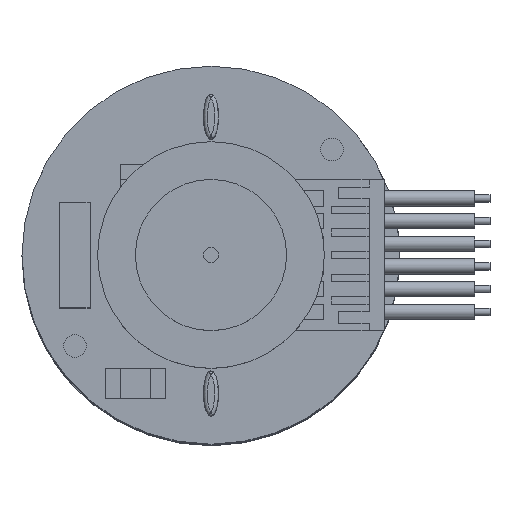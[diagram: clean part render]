
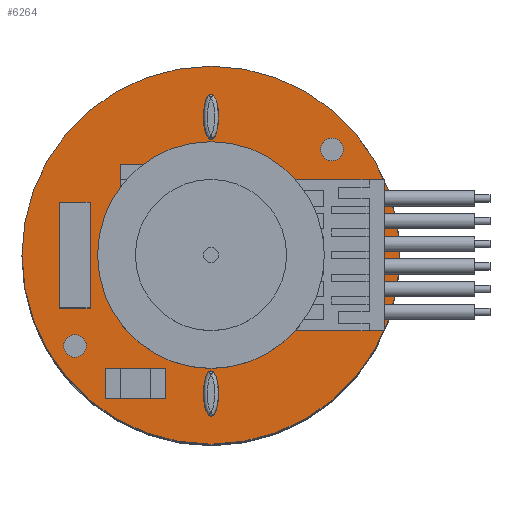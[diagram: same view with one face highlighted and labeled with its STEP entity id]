
A CAD part, top view. The second image highlights one B-rep face of the part: STEP entity #6264.
In plain terms, the highlighted planar face has unit normal (0, 0, 1).
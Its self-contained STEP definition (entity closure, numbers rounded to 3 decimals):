
#5937=CARTESIAN_POINT('Vertex',(12.5,0.,33.8)) ;
#5951=CARTESIAN_POINT('Vertex',(-12.5,0.,33.8)) ;
#5954=CARTESIAN_POINT('Axis2P3D Location',(0.,0.,33.8)) ;
#5971=CARTESIAN_POINT('Axis2P3D Location',(0.,0.,33.8)) ;
#5988=CARTESIAN_POINT('Line Origine',(-0.25,-9.15,33.8)) ;
#5992=CARTESIAN_POINT('Vertex',(-0.25,-8.15,33.8)) ;
#5994=CARTESIAN_POINT('Vertex',(-0.25,-10.15,33.8)) ;
#6028=CARTESIAN_POINT('Line Origine',(0.,-8.15,33.8)) ;
#6032=CARTESIAN_POINT('Vertex',(0.25,-8.15,33.8)) ;
#6059=CARTESIAN_POINT('Line Origine',(0.25,-9.15,33.8)) ;
#6063=CARTESIAN_POINT('Vertex',(0.25,-10.15,33.8)) ;
#6090=CARTESIAN_POINT('Line Origine',(0.,-10.15,33.8)) ;
#6107=CARTESIAN_POINT('Line Origine',(0.25,9.15,33.8)) ;
#6111=CARTESIAN_POINT('Vertex',(0.25,8.15,33.8)) ;
#6113=CARTESIAN_POINT('Vertex',(0.25,10.15,33.8)) ;
#6147=CARTESIAN_POINT('Line Origine',(0.,8.15,33.8)) ;
#6151=CARTESIAN_POINT('Vertex',(-0.25,8.15,33.8)) ;
#6173=CARTESIAN_POINT('Line Origine',(-0.25,9.15,33.8)) ;
#6177=CARTESIAN_POINT('Vertex',(-0.25,10.15,33.8)) ;
#6204=CARTESIAN_POINT('Line Origine',(0.,10.15,33.8)) ;
#6243=CARTESIAN_POINT('Axis2P3D Location',(0.,0.,33.8)) ;
#5955=DIRECTION('Axis2P3D Direction',(0.,0.,1.)) ;
#5972=DIRECTION('Axis2P3D Direction',(0.,0.,1.)) ;
#5989=DIRECTION('Vector Direction',(0.,1.,0.)) ;
#6029=DIRECTION('Vector Direction',(-1.,0.,0.)) ;
#6060=DIRECTION('Vector Direction',(0.,-1.,0.)) ;
#6091=DIRECTION('Vector Direction',(1.,0.,0.)) ;
#6108=DIRECTION('Vector Direction',(0.,-1.,0.)) ;
#6148=DIRECTION('Vector Direction',(1.,0.,0.)) ;
#6174=DIRECTION('Vector Direction',(0.,1.,0.)) ;
#6205=DIRECTION('Vector Direction',(-1.,0.,0.)) ;
#6244=DIRECTION('Axis2P3D Direction',(0.,0.,1.)) ;
#6245=DIRECTION('Axis2P3D XDirection',(1.,0.,0.)) ;
#5956=AXIS2_PLACEMENT_3D('Circle Axis2P3D',#5954,#5955,$) ;
#5973=AXIS2_PLACEMENT_3D('Circle Axis2P3D',#5971,#5972,$) ;
#6246=AXIS2_PLACEMENT_3D('Plane Axis2P3D',#6243,#6244,#6245) ;
#6249=ORIENTED_EDGE('',*,*,#5958,.T.) ;
#6250=ORIENTED_EDGE('',*,*,#5975,.T.) ;
#6253=ORIENTED_EDGE('',*,*,#5996,.F.) ;
#6254=ORIENTED_EDGE('',*,*,#6034,.F.) ;
#6255=ORIENTED_EDGE('',*,*,#6065,.F.) ;
#6256=ORIENTED_EDGE('',*,*,#6094,.F.) ;
#6259=ORIENTED_EDGE('',*,*,#6115,.F.) ;
#6260=ORIENTED_EDGE('',*,*,#6153,.F.) ;
#6261=ORIENTED_EDGE('',*,*,#6179,.F.) ;
#6262=ORIENTED_EDGE('',*,*,#6208,.F.) ;
#6257=FACE_BOUND('',#6252,.T.) ;
#6263=FACE_BOUND('',#6258,.T.) ;
#5990=VECTOR('Line Direction',#5989,1.) ;
#6030=VECTOR('Line Direction',#6029,1.) ;
#6061=VECTOR('Line Direction',#6060,1.) ;
#6092=VECTOR('Line Direction',#6091,1.) ;
#6109=VECTOR('Line Direction',#6108,1.) ;
#6149=VECTOR('Line Direction',#6148,1.) ;
#6175=VECTOR('Line Direction',#6174,1.) ;
#6206=VECTOR('Line Direction',#6205,1.) ;
#6264=ADVANCED_FACE('Corps de pi\X2\00E8\X0\ce.8',(#6251,#6257,#6263),#6247,.T.) ;
#5957=CIRCLE('generated circle',#5956,12.5) ;
#5974=CIRCLE('generated circle',#5973,12.5) ;
#5958=EDGE_CURVE('',#5938,#5952,#5957,.T.) ;
#5975=EDGE_CURVE('',#5952,#5938,#5974,.T.) ;
#5996=EDGE_CURVE('',#5993,#5995,#5991,.F.) ;
#6034=EDGE_CURVE('',#6033,#5993,#6031,.T.) ;
#6065=EDGE_CURVE('',#6064,#6033,#6062,.F.) ;
#6094=EDGE_CURVE('',#5995,#6064,#6093,.T.) ;
#6115=EDGE_CURVE('',#6112,#6114,#6110,.F.) ;
#6153=EDGE_CURVE('',#6152,#6112,#6150,.T.) ;
#6179=EDGE_CURVE('',#6178,#6152,#6176,.F.) ;
#6208=EDGE_CURVE('',#6114,#6178,#6207,.T.) ;
#6248=EDGE_LOOP('',(#6249,#6250)) ;
#6252=EDGE_LOOP('',(#6253,#6254,#6255,#6256)) ;
#6258=EDGE_LOOP('',(#6259,#6260,#6261,#6262)) ;
#6251=FACE_OUTER_BOUND('',#6248,.T.) ;
#5991=LINE('Line',#5988,#5990) ;
#6031=LINE('Line',#6028,#6030) ;
#6062=LINE('Line',#6059,#6061) ;
#6093=LINE('Line',#6090,#6092) ;
#6110=LINE('Line',#6107,#6109) ;
#6150=LINE('Line',#6147,#6149) ;
#6176=LINE('Line',#6173,#6175) ;
#6207=LINE('Line',#6204,#6206) ;
#6247=PLANE('Plane',#6246) ;
#5938=VERTEX_POINT('',#5937) ;
#5952=VERTEX_POINT('',#5951) ;
#5993=VERTEX_POINT('',#5992) ;
#5995=VERTEX_POINT('',#5994) ;
#6033=VERTEX_POINT('',#6032) ;
#6064=VERTEX_POINT('',#6063) ;
#6112=VERTEX_POINT('',#6111) ;
#6114=VERTEX_POINT('',#6113) ;
#6152=VERTEX_POINT('',#6151) ;
#6178=VERTEX_POINT('',#6177) ;
